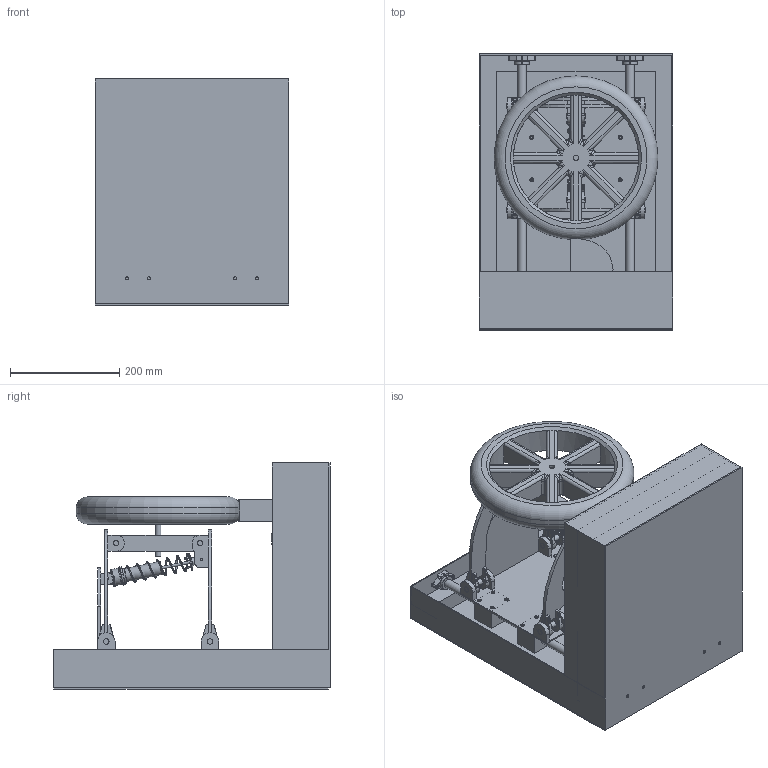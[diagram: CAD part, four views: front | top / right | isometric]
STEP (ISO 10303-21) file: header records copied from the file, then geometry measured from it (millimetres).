
FILE_DESCRIPTION(/* description */ (''),/* implementation_level */ '2;1');
FILE_NAME(/* name */ 'DP_3DModel_STEP.step',/* time_stamp */ '2021-04-30T19:43:45+02:00',/* author */ (''),/* organization */ (''),/* preprocessor_version */ 'ST-DEVELOPER v18.1',/* originating_system */ 'Autodesk Translation Framework v10.6.0.1341',/* authorisation */ '');
FILE_SCHEMA (('AUTOMOTIVE_DESIGN { 1 0 10303 214 3 1 1 }'));
Length unit declared in the file: millimetre
Products named in the file (7): DP_Suspension_DetailneRozpracovanie; SHF-16; TlmicDP v6; HTD5M15-12; HTD5M15-24; Pruzenie_Spod; Pruzenie_Vrch
Assembly tree (6 placements, depth 2):
  DP_Suspension_DetailneRozpracovanie
    SHF-16
    TlmicDP v6
    HTD5M15-12
    HTD5M15-24
    Pruzenie_Spod
    Pruzenie_Vrch
Bounding box: 354 x 506 x 414 mm (x, y, z)
Volume: 8737676.9 mm3; surface area: 2337791.7 mm2
Topology: 34 solids, 50 shells, 1188 faces, 2831 edges, 1807 vertices
Faces by surface type: plane 582, cylinder 418, cone 79, torus 64, bspline 45
Full cylindrical faces by diameter (mm): 2 x24, 2.5 x32, 3 x14, 3.3 x4, 4 x32, 4.3 x16, 5 x5, 5.5 x8, 6 x8, 6.35 x2, 9 x4, 10 x25, 11 x2, 12 x4, 12.5 x1, 13 x4, 16 x22, 17.96 x1, 20 x4, 22 x12, 23 x2, 24 x3, 26 x1, 27 x1, 30 x3, 32 x2, 34 x1, 37.06 x1, 38 x2, 42 x2
Entity records: 39592 total; most frequent: CARTESIAN_POINT 10868, DIRECTION 6052, ORIENTED_EDGE 5648, EDGE_CURVE 2824, AXIS2_PLACEMENT_3D 2271, VERTEX_POINT 1807, EDGE_LOOP 1531, LINE 1510
